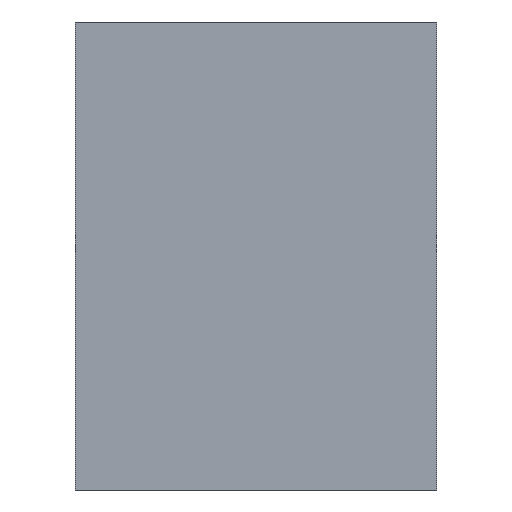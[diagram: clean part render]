
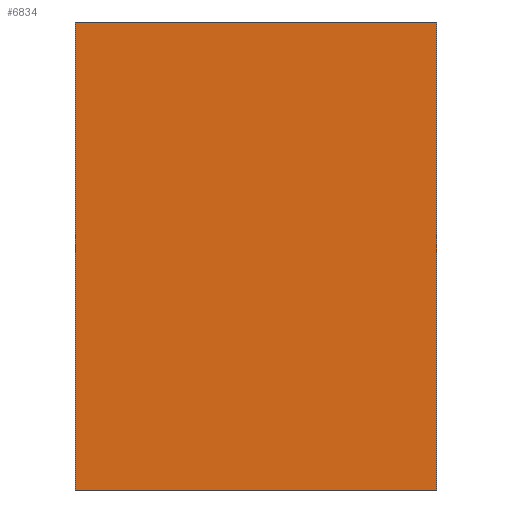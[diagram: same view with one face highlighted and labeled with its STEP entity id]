
A CAD part, left-side view. The second image highlights one B-rep face of the part: STEP entity #6834.
In plain terms, the highlighted planar face has unit normal (-1, 0.018, 0).
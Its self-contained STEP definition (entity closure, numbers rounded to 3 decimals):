
#163 = DIRECTION ( 'NONE',  ( -0.017, -1., 0. ) ) ;
#254 = EDGE_CURVE ( 'NONE', #9177, #7946, #3220, .T. ) ;
#528 = DIRECTION ( 'NONE',  ( 0., 0., 1. ) ) ;
#608 = LINE ( 'NONE', #9454, #4372 ) ;
#686 = CARTESIAN_POINT ( 'NONE',  ( -21.3, 17., 11. ) ) ;
#1003 = VECTOR ( 'NONE', #5926, 1000. ) ;
#1381 = FACE_OUTER_BOUND ( 'NONE', #5894, .T. ) ;
#2098 = ORIENTED_EDGE ( 'NONE', *, *, #6939, .F. ) ;
#3131 = PLANE ( 'NONE',  #7659 ) ;
#3220 = LINE ( 'NONE', #3586, #1003 ) ;
#3296 = DIRECTION ( 'NONE',  ( 0., 0., 1. ) ) ;
#3382 = LINE ( 'NONE', #7759, #4668 ) ;
#3586 = CARTESIAN_POINT ( 'NONE',  ( -21.3, 17., -11. ) ) ;
#3890 = CARTESIAN_POINT ( 'NONE',  ( -21.3, 17., -11. ) ) ;
#4372 = VECTOR ( 'NONE', #5740, 1000. ) ;
#4650 = DIRECTION ( 'NONE',  ( -1., 0.017, 0. ) ) ;
#4668 = VECTOR ( 'NONE', #3296, 1000. ) ;
#5020 = CARTESIAN_POINT ( 'NONE',  ( -21.597, 0., -11. ) ) ;
#5094 = EDGE_CURVE ( 'NONE', #7196, #8030, #608, .T. ) ;
#5587 = EDGE_CURVE ( 'NONE', #7946, #8030, #8754, .T. ) ;
#5610 = ORIENTED_EDGE ( 'NONE', *, *, #5587, .T. ) ;
#5740 = DIRECTION ( 'NONE',  ( -0.017, -1., 0. ) ) ;
#5894 = EDGE_LOOP ( 'NONE', ( #5610, #7667, #2098, #6299 ) ) ;
#5926 = DIRECTION ( 'NONE',  ( -0.017, -1., 0. ) ) ;
#6136 = CARTESIAN_POINT ( 'NONE',  ( -21.597, 0., 11. ) ) ;
#6299 = ORIENTED_EDGE ( 'NONE', *, *, #254, .T. ) ;
#6825 = CARTESIAN_POINT ( 'NONE',  ( -21.597, 0., -11. ) ) ;
#6834 = ADVANCED_FACE ( 'NONE', ( #1381 ), #3131, .T. ) ;
#6939 = EDGE_CURVE ( 'NONE', #9177, #7196, #3382, .T. ) ;
#7196 = VERTEX_POINT ( 'NONE', #686 ) ;
#7246 = VECTOR ( 'NONE', #528, 1000. ) ;
#7539 = CARTESIAN_POINT ( 'NONE',  ( -21.3, 17., -11. ) ) ;
#7659 = AXIS2_PLACEMENT_3D ( 'NONE', #3890, #4650, #163 ) ;
#7667 = ORIENTED_EDGE ( 'NONE', *, *, #5094, .F. ) ;
#7759 = CARTESIAN_POINT ( 'NONE',  ( -21.3, 17., -11. ) ) ;
#7946 = VERTEX_POINT ( 'NONE', #6825 ) ;
#8030 = VERTEX_POINT ( 'NONE', #6136 ) ;
#8754 = LINE ( 'NONE', #5020, #7246 ) ;
#9177 = VERTEX_POINT ( 'NONE', #7539 ) ;
#9454 = CARTESIAN_POINT ( 'NONE',  ( -21.3, 17., 11. ) ) ;
